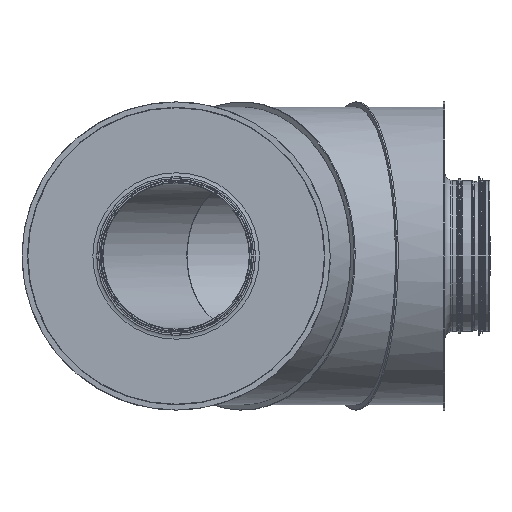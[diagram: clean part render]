
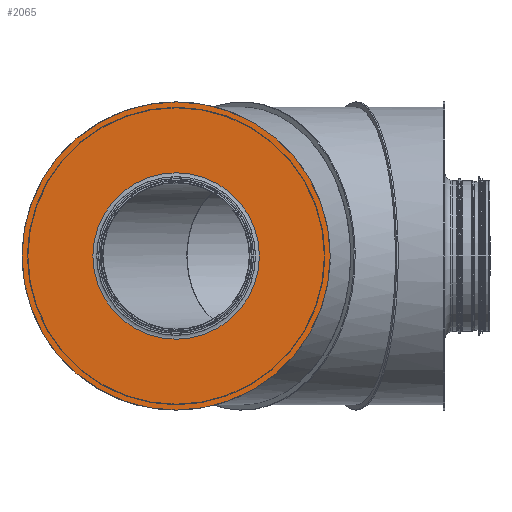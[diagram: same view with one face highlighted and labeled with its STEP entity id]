
A CAD part, front view. The second image highlights one B-rep face of the part: STEP entity #2065.
In plain terms, the highlighted planar face has unit normal (0, -1, 0).
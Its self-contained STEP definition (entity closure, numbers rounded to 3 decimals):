
#57=PLANE('',#2368);
#371=FACE_BOUND('',#823,.T.);
#543=FACE_OUTER_BOUND('',#822,.T.);
#822=EDGE_LOOP('',(#1775));
#823=EDGE_LOOP('',(#1776));
#983=CIRCLE('',#2319,109.475);
#996=CIRCLE('',#2367,202.7);
#1137=VERTEX_POINT('',#4579);
#1168=VERTEX_POINT('',#5653);
#1337=EDGE_CURVE('',#1137,#1137,#983,.T.);
#1381=EDGE_CURVE('',#1168,#1168,#996,.T.);
#1775=ORIENTED_EDGE('',*,*,#1381,.F.);
#1776=ORIENTED_EDGE('',*,*,#1337,.F.);
#2065=ADVANCED_FACE('',(#543,#371),#57,.F.);
#2319=AXIS2_PLACEMENT_3D('',#4580,#2859,#2860);
#2367=AXIS2_PLACEMENT_3D('',#5654,#2962,#2963);
#2368=AXIS2_PLACEMENT_3D('',#5655,#2964,#2965);
#2859=DIRECTION('center_axis',(0.,-1.,0.));
#2860=DIRECTION('ref_axis',(1.,0.,0.));
#2962=DIRECTION('center_axis',(0.,1.,0.));
#2963=DIRECTION('ref_axis',(-1.,0.,0.));
#2964=DIRECTION('center_axis',(0.,1.,0.));
#2965=DIRECTION('ref_axis',(0.,0.,1.));
#4579=CARTESIAN_POINT('',(-214.025,-30.,0.));
#4580=CARTESIAN_POINT('Origin',(-323.5,-30.,0.));
#5653=CARTESIAN_POINT('',(-120.8,-30.,0.));
#5654=CARTESIAN_POINT('Origin',(-323.5,-30.,0.));
#5655=CARTESIAN_POINT('Origin',(-128.5,-30.,0.));
